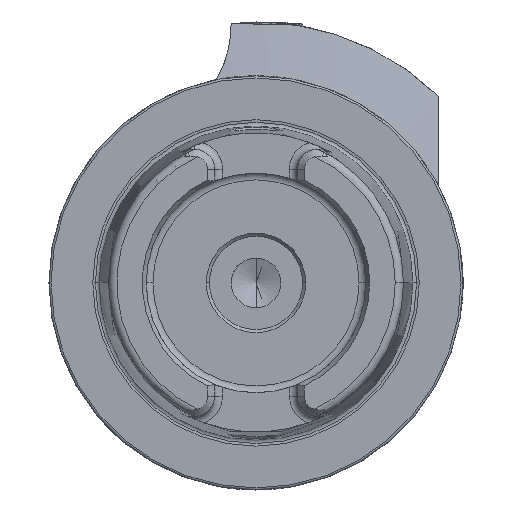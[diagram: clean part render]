
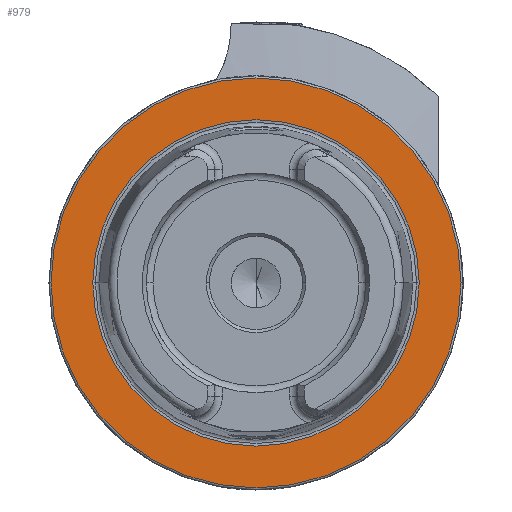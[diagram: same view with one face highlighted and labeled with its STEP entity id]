
A CAD part, left-side view. The second image highlights one B-rep face of the part: STEP entity #979.
In plain terms, the highlighted planar face has unit normal (-1, 0, 0).
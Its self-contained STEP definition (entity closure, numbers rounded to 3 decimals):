
#238 = CARTESIAN_POINT ( 'NONE',  ( 0., 49.5, 0. ) ) ;
#253 = CARTESIAN_POINT ( 'NONE',  ( 0., -49.5, 0. ) ) ;
#359 = AXIS2_PLACEMENT_3D ( 'NONE', #10832, #5832, #835 ) ;
#655 = FACE_OUTER_BOUND ( 'NONE', #6760, .T. ) ;
#835 = DIRECTION ( 'NONE',  ( 0., -1., 0. ) ) ;
#979 = ADVANCED_FACE ( 'NONE', ( #7065, #655 ), #8100, .F. ) ;
#1233 = CIRCLE ( 'NONE', #2451, 49.5 ) ;
#1479 = EDGE_CURVE ( 'NONE', #6837, #3288, #8349, .T. ) ;
#1578 = DIRECTION ( 'NONE',  ( -1., 0., 0. ) ) ;
#1856 = ORIENTED_EDGE ( 'NONE', *, *, #1479, .F. ) ;
#2269 = DIRECTION ( 'NONE',  ( 1., 0., 0. ) ) ;
#2451 = AXIS2_PLACEMENT_3D ( 'NONE', #7595, #2595, #8411 ) ;
#2554 = ORIENTED_EDGE ( 'NONE', *, *, #2737, .T. ) ;
#2595 = DIRECTION ( 'NONE',  ( -1., 0., 0. ) ) ;
#2737 = EDGE_CURVE ( 'NONE', #7181, #5244, #1233, .T. ) ;
#2862 = ORIENTED_EDGE ( 'NONE', *, *, #8153, .T. ) ;
#3288 = VERTEX_POINT ( 'NONE', #7838 ) ;
#3476 = EDGE_CURVE ( 'NONE', #3288, #6837, #9834, .T. ) ;
#3918 = CARTESIAN_POINT ( 'NONE',  ( 0., 39.405, 0. ) ) ;
#3962 = EDGE_LOOP ( 'NONE', ( #6675, #1856 ) ) ;
#4803 = AXIS2_PLACEMENT_3D ( 'NONE', #8144, #2269, #7280 ) ;
#4839 = CARTESIAN_POINT ( 'NONE',  ( 0., 0., 0. ) ) ;
#5244 = VERTEX_POINT ( 'NONE', #238 ) ;
#5684 = DIRECTION ( 'NONE',  ( 0., -1., 0. ) ) ;
#5832 = DIRECTION ( 'NONE',  ( -1., 0., 0. ) ) ;
#6509 = CIRCLE ( 'NONE', #359, 49.5 ) ;
#6595 = DIRECTION ( 'NONE',  ( 0., -1., 0. ) ) ;
#6675 = ORIENTED_EDGE ( 'NONE', *, *, #3476, .F. ) ;
#6760 = EDGE_LOOP ( 'NONE', ( #2554, #2862 ) ) ;
#6837 = VERTEX_POINT ( 'NONE', #3918 ) ;
#6850 = AXIS2_PLACEMENT_3D ( 'NONE', #7440, #1578, #6595 ) ;
#7065 = FACE_BOUND ( 'NONE', #3962, .T. ) ;
#7181 = VERTEX_POINT ( 'NONE', #253 ) ;
#7280 = DIRECTION ( 'NONE',  ( 0., 1., 0. ) ) ;
#7440 = CARTESIAN_POINT ( 'NONE',  ( 0., 0., 0. ) ) ;
#7595 = CARTESIAN_POINT ( 'NONE',  ( 0., 0., 0. ) ) ;
#7838 = CARTESIAN_POINT ( 'NONE',  ( 0., -39.405, 0. ) ) ;
#8100 = PLANE ( 'NONE',  #4803 ) ;
#8144 = CARTESIAN_POINT ( 'NONE',  ( 0., 49.5, 0. ) ) ;
#8153 = EDGE_CURVE ( 'NONE', #5244, #7181, #6509, .T. ) ;
#8177 = AXIS2_PLACEMENT_3D ( 'NONE', #4839, #10675, #5684 ) ;
#8349 = CIRCLE ( 'NONE', #6850, 39.405 ) ;
#8411 = DIRECTION ( 'NONE',  ( 0., -1., 0. ) ) ;
#9834 = CIRCLE ( 'NONE', #8177, 39.405 ) ;
#10675 = DIRECTION ( 'NONE',  ( -1., 0., 0. ) ) ;
#10832 = CARTESIAN_POINT ( 'NONE',  ( 0., 0., 0. ) ) ;
